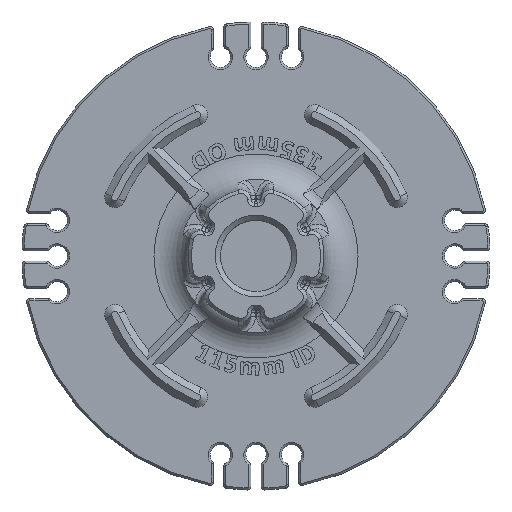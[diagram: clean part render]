
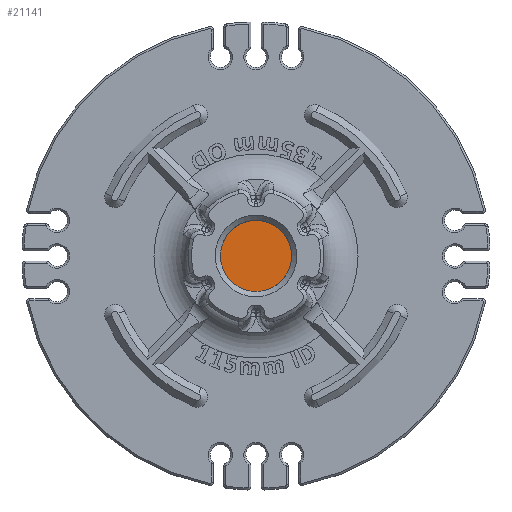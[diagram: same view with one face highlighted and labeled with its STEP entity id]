
A CAD part, top view. The second image highlights one B-rep face of the part: STEP entity #21141.
In plain terms, the highlighted planar face has unit normal (0, 0, 1).
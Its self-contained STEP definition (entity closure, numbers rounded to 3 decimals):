
#461=PLANE('',#22174);
#2282=FACE_OUTER_BOUND('',#3478,.T.);
#3478=EDGE_LOOP('',(#19825));
#3480=CIRCLE('',#21163,10.501);
#8070=VERTEX_POINT('',#25980);
#10140=EDGE_CURVE('',#8070,#8070,#3480,.T.);
#19825=ORIENTED_EDGE('',*,*,#10140,.F.);
#21141=ADVANCED_FACE('',(#2282),#461,.T.);
#21163=AXIS2_PLACEMENT_3D('',#25981,#22196,#22197);
#22174=AXIS2_PLACEMENT_3D('',#46692,#25580,#25581);
#22196=DIRECTION('center_axis',(0.,0.,-1.));
#22197=DIRECTION('ref_axis',(0.35,0.937,0.));
#25580=DIRECTION('center_axis',(0.,0.,1.));
#25581=DIRECTION('ref_axis',(1.,0.,0.));
#25980=CARTESIAN_POINT('',(-3.671,-9.843,6.));
#25981=CARTESIAN_POINT('Origin',(0.,-0.005,
6.));
#46692=CARTESIAN_POINT('Origin',(0.,-0.005,
6.));
